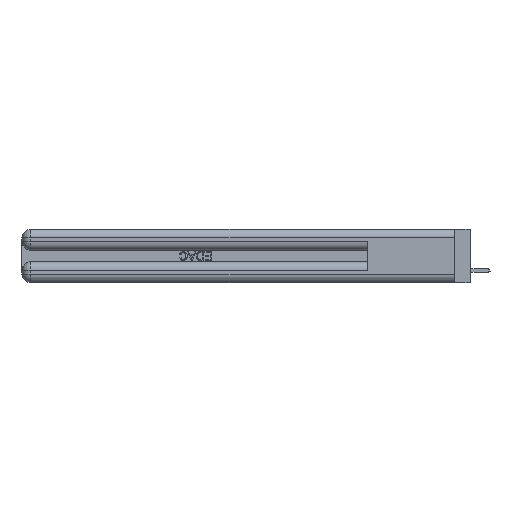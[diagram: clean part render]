
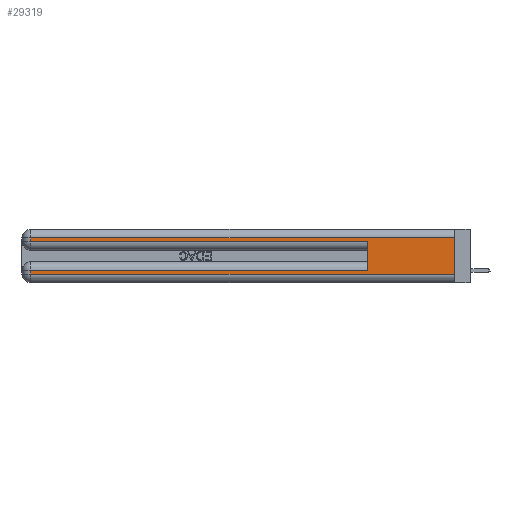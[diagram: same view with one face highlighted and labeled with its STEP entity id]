
A CAD part, left-side view. The second image highlights one B-rep face of the part: STEP entity #29319.
In plain terms, the highlighted planar face has unit normal (-1, 0, 0).
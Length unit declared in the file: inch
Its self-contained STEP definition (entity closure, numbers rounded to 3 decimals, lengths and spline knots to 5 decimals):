
#16 = CARTESIAN_POINT ( 'NONE',  ( 0., 0., 0.31 ) ) ;
#50 = VERTEX_POINT ( 'NONE', #16 ) ;
#1731 = ORIENTED_EDGE ( 'NONE', *, *, #37553, .T. ) ;
#2396 = CARTESIAN_POINT ( 'NONE',  ( 0., 2.94, 0.085 ) ) ;
#2765 = DIRECTION ( 'NONE',  ( 0., -1., 0. ) ) ;
#3271 = ORIENTED_EDGE ( 'NONE', *, *, #20393, .T. ) ;
#3983 = CARTESIAN_POINT ( 'NONE',  ( 0., 0., 0.06 ) ) ;
#4157 = LINE ( 'NONE', #47667, #20125 ) ;
#4305 = VECTOR ( 'NONE', #2765, 39.37008 ) ;
#4952 = VECTOR ( 'NONE', #40772, 39.37008 ) ;
#6662 = LINE ( 'NONE', #37107, #24583 ) ;
#7879 = EDGE_CURVE ( 'NONE', #36945, #10031, #39923, .T. ) ;
#9446 = VERTEX_POINT ( 'NONE', #2396 ) ;
#10031 = VERTEX_POINT ( 'NONE', #19610 ) ;
#10076 = DIRECTION ( 'NONE',  ( 0., -1., 0. ) ) ;
#10264 = VECTOR ( 'NONE', #38912, 39.37008 ) ;
#10454 = PLANE ( 'NONE',  #20613 ) ;
#12043 = EDGE_CURVE ( 'NONE', #42919, #36945, #22217, .T. ) ;
#12688 = ORIENTED_EDGE ( 'NONE', *, *, #42381, .T. ) ;
#15858 = CARTESIAN_POINT ( 'NONE',  ( 0., 0., 0.06 ) ) ;
#17790 = LINE ( 'NONE', #3983, #4305 ) ;
#18057 = CARTESIAN_POINT ( 'NONE',  ( 0., 0., 0.085 ) ) ;
#18215 = DIRECTION ( 'NONE',  ( 0., 1., 0. ) ) ;
#18991 = CARTESIAN_POINT ( 'NONE',  ( 0., 2.94, 0.06 ) ) ;
#19610 = CARTESIAN_POINT ( 'NONE',  ( 0., 0.6, 0.285 ) ) ;
#19647 = VERTEX_POINT ( 'NONE', #28392 ) ;
#20125 = VECTOR ( 'NONE', #24284, 39.37008 ) ;
#20393 = EDGE_CURVE ( 'NONE', #50, #42919, #46522, .T. ) ;
#20613 = AXIS2_PLACEMENT_3D ( 'NONE', #34287, #23534, #50879 ) ;
#22217 = LINE ( 'NONE', #48516, #4952 ) ;
#23143 = CARTESIAN_POINT ( 'NONE',  ( 0., 2.94, 0.285 ) ) ;
#23534 = DIRECTION ( 'NONE',  ( 1., 0., 0. ) ) ;
#24284 = DIRECTION ( 'NONE',  ( 0., 0., -1. ) ) ;
#24583 = VECTOR ( 'NONE', #41971, 39.37008 ) ;
#26100 = CARTESIAN_POINT ( 'NONE',  ( 0., 0., 0.285 ) ) ;
#26513 = EDGE_LOOP ( 'NONE', ( #40583, #3271, #31134, #30497, #45898, #1731, #12688, #48286 ) ) ;
#26577 = EDGE_CURVE ( 'NONE', #50, #31545, #37579, .T. ) ;
#28240 = VECTOR ( 'NONE', #47440, 39.37008 ) ;
#28392 = CARTESIAN_POINT ( 'NONE',  ( 0., 0.6, 0.085 ) ) ;
#29319 = ADVANCED_FACE ( 'NONE', ( #48740 ), #10454, .F. ) ;
#30497 = ORIENTED_EDGE ( 'NONE', *, *, #7879, .T. ) ;
#31134 = ORIENTED_EDGE ( 'NONE', *, *, #12043, .T. ) ;
#31545 = VERTEX_POINT ( 'NONE', #15858 ) ;
#32751 = VERTEX_POINT ( 'NONE', #18991 ) ;
#34287 = CARTESIAN_POINT ( 'NONE',  ( 0., 0., 0.37 ) ) ;
#34893 = VECTOR ( 'NONE', #10076, 39.37008 ) ;
#35119 = EDGE_CURVE ( 'NONE', #32751, #31545, #17790, .T. ) ;
#35689 = EDGE_CURVE ( 'NONE', #19647, #10031, #6662, .T. ) ;
#36945 = VERTEX_POINT ( 'NONE', #23143 ) ;
#37107 = CARTESIAN_POINT ( 'NONE',  ( 0., 0.6, 0.145 ) ) ;
#37553 = EDGE_CURVE ( 'NONE', #19647, #9446, #38117, .T. ) ;
#37579 = LINE ( 'NONE', #47785, #28240 ) ;
#37904 = VECTOR ( 'NONE', #18215, 39.37008 ) ;
#38117 = LINE ( 'NONE', #18057, #10264 ) ;
#38912 = DIRECTION ( 'NONE',  ( 0., 1., 0. ) ) ;
#39923 = LINE ( 'NONE', #26100, #34893 ) ;
#40583 = ORIENTED_EDGE ( 'NONE', *, *, #26577, .F. ) ;
#40772 = DIRECTION ( 'NONE',  ( 0., 0., -1. ) ) ;
#41971 = DIRECTION ( 'NONE',  ( 0., 0., 1. ) ) ;
#41984 = CARTESIAN_POINT ( 'NONE',  ( 0., 0., 0.31 ) ) ;
#42381 = EDGE_CURVE ( 'NONE', #9446, #32751, #4157, .T. ) ;
#42919 = VERTEX_POINT ( 'NONE', #43607 ) ;
#43607 = CARTESIAN_POINT ( 'NONE',  ( 0., 2.94, 0.31 ) ) ;
#45898 = ORIENTED_EDGE ( 'NONE', *, *, #35689, .F. ) ;
#46522 = LINE ( 'NONE', #41984, #37904 ) ;
#47440 = DIRECTION ( 'NONE',  ( 0., 0., -1. ) ) ;
#47667 = CARTESIAN_POINT ( 'NONE',  ( 0., 2.94, 0.37 ) ) ;
#47785 = CARTESIAN_POINT ( 'NONE',  ( 0., 0., 0.37 ) ) ;
#48286 = ORIENTED_EDGE ( 'NONE', *, *, #35119, .T. ) ;
#48516 = CARTESIAN_POINT ( 'NONE',  ( 0., 2.94, 0.37 ) ) ;
#48740 = FACE_OUTER_BOUND ( 'NONE', #26513, .T. ) ;
#50879 = DIRECTION ( 'NONE',  ( 0., 0., -1. ) ) ;
